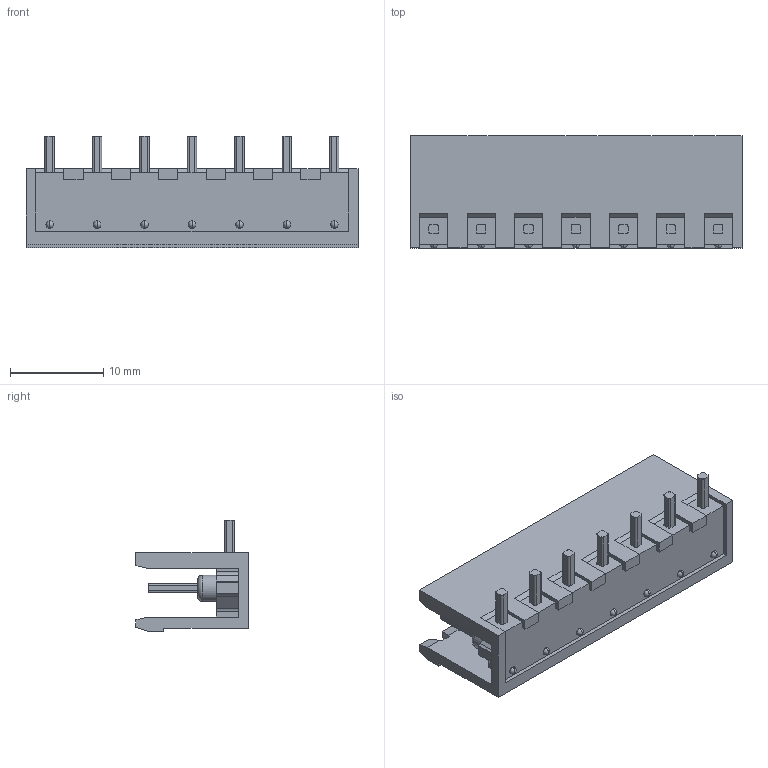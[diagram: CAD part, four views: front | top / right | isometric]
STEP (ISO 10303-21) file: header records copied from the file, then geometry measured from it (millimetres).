
FILE_DESCRIPTION(('STEP AP203'),'1');
FILE_NAME('20020109h071a01lf.stp','2016-03-10T11:50:45',('TraceParts'),('TraceParts S.A.'),'Spatial InterOp 3D',' ',' ');
FILE_SCHEMA(('CONFIG_CONTROL_DESIGN'));
Length unit declared in the file: millimetre
Products named in the file (1): 1
Bounding box: 35.56 x 12 x 11.99 mm (x, y, z)
Volume: 1505.2 mm3; surface area: 2880.4 mm2
Topology: 1 solids, 1 shells, 457 faces, 1260 edges, 819 vertices
Faces by surface type: plane 275, cylinder 133, torus 28, sphere 14, cone 7
Entity records: 14557 total; most frequent: CARTESIAN_POINT 2603, DIRECTION 2531, ORIENTED_EDGE 2492, EDGE_CURVE 1246, LINE 845, VECTOR 845, AXIS2_PLACEMENT_3D 843, VERTEX_POINT 819
